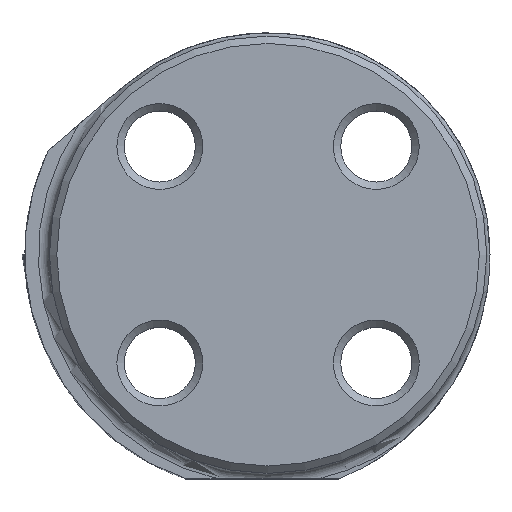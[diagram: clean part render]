
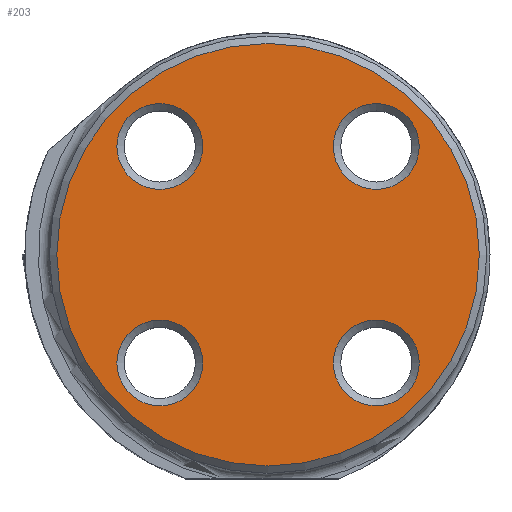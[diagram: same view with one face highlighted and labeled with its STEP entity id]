
A CAD part, top view. The second image highlights one B-rep face of the part: STEP entity #203.
In plain terms, the highlighted planar face has unit normal (0, 0, 1).
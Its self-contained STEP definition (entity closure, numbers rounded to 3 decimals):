
#122=FACE_BOUND('',#360,.T.);
#123=FACE_BOUND('',#361,.T.);
#124=FACE_BOUND('',#362,.T.);
#125=FACE_BOUND('',#363,.T.);
#126=FACE_BOUND('',#364,.T.);
#161=PLANE('',#1596);
#203=ADVANCED_FACE('',(#122,#123,#124,#125,#126),#161,.F.);
#360=EDGE_LOOP('',(#796));
#361=EDGE_LOOP('',(#797));
#362=EDGE_LOOP('',(#798));
#363=EDGE_LOOP('',(#799));
#364=EDGE_LOOP('',(#800));
#450=CIRCLE('',#1590,19.325);
#451=CIRCLE('',#1592,3.925);
#452=CIRCLE('',#1593,3.925);
#453=CIRCLE('',#1594,3.925);
#454=CIRCLE('',#1595,3.925);
#796=ORIENTED_EDGE('',*,*,#1324,.F.);
#797=ORIENTED_EDGE('',*,*,#1325,.T.);
#798=ORIENTED_EDGE('',*,*,#1326,.T.);
#799=ORIENTED_EDGE('',*,*,#1327,.F.);
#800=ORIENTED_EDGE('',*,*,#1323,.F.);
#1149=VERTEX_POINT('',#3581);
#1150=VERTEX_POINT('',#3584);
#1151=VERTEX_POINT('',#3586);
#1152=VERTEX_POINT('',#3588);
#1153=VERTEX_POINT('',#3590);
#1323=EDGE_CURVE('',#1149,#1149,#450,.T.);
#1324=EDGE_CURVE('',#1150,#1150,#451,.T.);
#1325=EDGE_CURVE('',#1151,#1151,#452,.T.);
#1326=EDGE_CURVE('',#1152,#1152,#453,.T.);
#1327=EDGE_CURVE('',#1153,#1153,#454,.T.);
#1590=AXIS2_PLACEMENT_3D('',#3580,#1781,#1782);
#1592=AXIS2_PLACEMENT_3D('',#3583,#1785,#1786);
#1593=AXIS2_PLACEMENT_3D('',#3585,#1787,#1788);
#1594=AXIS2_PLACEMENT_3D('',#3587,#1789,#1790);
#1595=AXIS2_PLACEMENT_3D('',#3589,#1791,#1792);
#1596=AXIS2_PLACEMENT_3D('',#3591,#1793,#1794);
#1781=DIRECTION('',(0.,0.,-1.));
#1782=DIRECTION('',(-1.,0.,0.));
#1785=DIRECTION('',(0.,0.,1.));
#1786=DIRECTION('',(-1.,0.,0.));
#1787=DIRECTION('',(0.,0.,-1.));
#1788=DIRECTION('',(-1.,0.,0.));
#1789=DIRECTION('',(0.,0.,-1.));
#1790=DIRECTION('',(-1.,0.,0.));
#1791=DIRECTION('',(0.,0.,1.));
#1792=DIRECTION('',(-1.,0.,0.));
#1793=DIRECTION('',(0.,0.,-1.));
#1794=DIRECTION('',(-1.,0.,0.));
#3580=CARTESIAN_POINT('',(0.,0.,0.));
#3581=CARTESIAN_POINT('',(-19.325,0.,0.));
#3583=CARTESIAN_POINT('',(9.899,-9.899,0.));
#3584=CARTESIAN_POINT('',(5.974,-9.899,0.));
#3585=CARTESIAN_POINT('',(9.899,9.899,0.));
#3586=CARTESIAN_POINT('',(5.974,9.899,0.));
#3587=CARTESIAN_POINT('',(-9.899,-9.899,0.));
#3588=CARTESIAN_POINT('',(-13.824,-9.899,0.));
#3589=CARTESIAN_POINT('',(-9.899,9.899,0.));
#3590=CARTESIAN_POINT('',(-13.824,9.899,0.));
#3591=CARTESIAN_POINT('',(0.,0.,0.));
